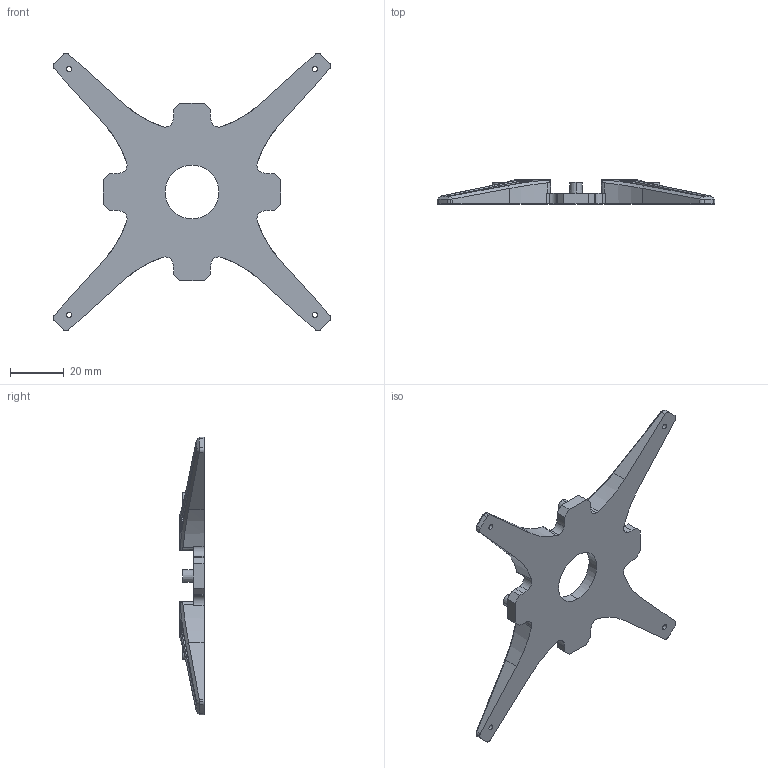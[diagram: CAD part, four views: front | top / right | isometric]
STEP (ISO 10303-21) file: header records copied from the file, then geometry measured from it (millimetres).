
FILE_DESCRIPTION (( 'STEP AP214' ), '1' );
FILE_NAME ('BASE (19) (2).STEP', '2025-05-09T04:28:11', ( '' ), ( '' ), 'SwSTEP 2.0', 'SolidWorks 2023', '' );
FILE_SCHEMA (( 'AUTOMOTIVE_DESIGN' ));
Length unit declared in the file: millimetre
Products named in the file (1): BASE (19) (2)
Bounding box: 103.11 x 9 x 103.11 mm (x, y, z)
Volume: 17200.4 mm3; surface area: 12861.1 mm2
Topology: 1 solids, 1 shells, 274 faces, 696 edges, 432 vertices
Faces by surface type: cylinder 86, plane 73, bspline 70, cone 45
Entity records: 14079 total; most frequent: CARTESIAN_POINT 7977, ORIENTED_EDGE 1392, DIRECTION 1064, EDGE_CURVE 696, VERTEX_POINT 432, AXIS2_PLACEMENT_3D 395, EDGE_LOOP 292, VECTOR 274
